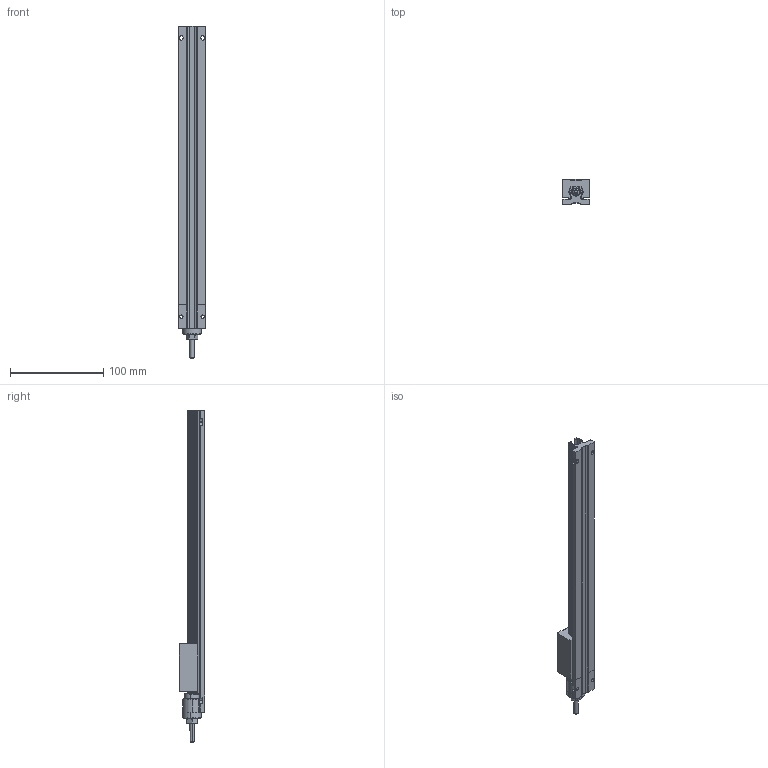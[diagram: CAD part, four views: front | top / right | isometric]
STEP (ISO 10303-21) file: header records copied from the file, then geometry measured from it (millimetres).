
FILE_DESCRIPTION (( 'STEP AP214' ), '1' );
FILE_NAME ('AMETEK-RGS06KR-A00-0050-10.00-001-0000-00.STEP', '2023-05-05T07:06:51', ( '' ), ( '' ), 'SwSTEP 2.0', 'SolidWorks 2022', '' );
FILE_SCHEMA (( 'AUTOMOTIVE_DESIGN' ));
Length unit declared in the file: inch
Products named in the file (13): 91841A029; cover; End Support Bushing; PART1; AMETEK-RGS06KR-A00-0050-10.00-001-0000-00; Rail Dumbied_RGS_06_Default_Rail; bushingextrusion; Washer Bearing; End Bearing Support - RGS6000; RGS06_bearing_assembly; Cover bearing support; bearing dynaroll; Leadscrew RGS 6000_Default_Rail
Assembly tree (13 placements, depth 3):
  AMETEK-RGS06KR-A00-0050-10.00-001-0000-00
    Rail Dumbied_RGS_06_Default_Rail
    Leadscrew RGS 6000_Default_Rail
    bushingextrusion
    RGS06_bearing_assembly
      Cover bearing support
      End Bearing Support - RGS6000
      91841A029
      bearing dynaroll  x2
      Washer Bearing
    End Support Bushing
    cover
    PART1
Bounding box: 28.58 x 27.82 x 356.87 mm (x, y, z)
Volume: 122331.9 mm3; surface area: 68272 mm2
Topology: 14 solids, 18 shells, 746 faces, 1894 edges, 1197 vertices
Faces by surface type: cylinder 314, plane 304, cone 111, bspline 17
Entity records: 31656 total; most frequent: CARTESIAN_POINT 4203, DIRECTION 3899, ORIENTED_EDGE 3664, EDGE_CURVE 1832, AXIS2_PLACEMENT_3D 1381, VERTEX_POINT 1165, VECTOR 1137, LINE 1137
